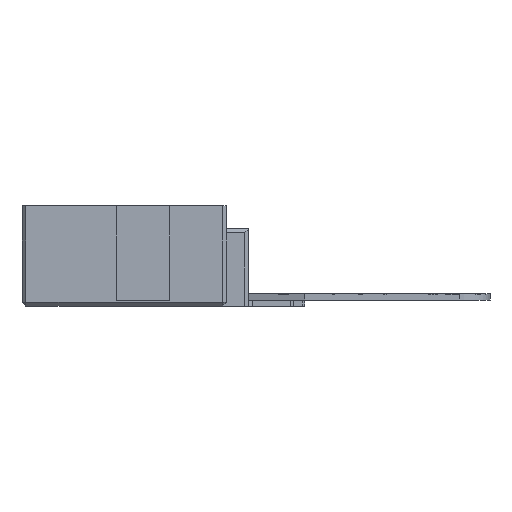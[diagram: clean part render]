
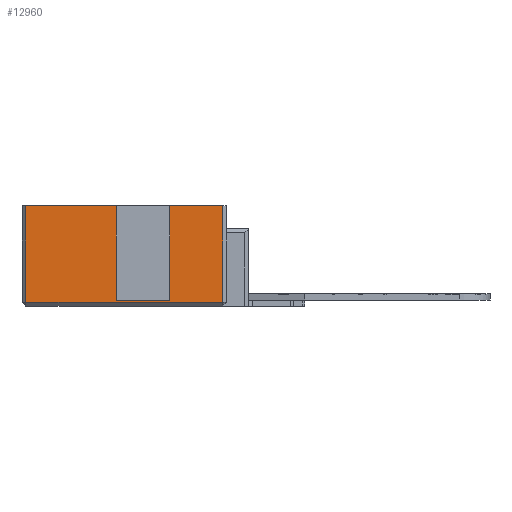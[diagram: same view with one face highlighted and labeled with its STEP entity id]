
A CAD part, left-side view. The second image highlights one B-rep face of the part: STEP entity #12960.
In plain terms, the highlighted planar face has unit normal (-1, 0, 0).
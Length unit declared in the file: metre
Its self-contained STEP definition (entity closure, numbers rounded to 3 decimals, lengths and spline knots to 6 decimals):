
#4558=ORIENTED_EDGE('',*,*,#6525,.F.);
#4559=ORIENTED_EDGE('',*,*,#6505,.T.);
#4560=ORIENTED_EDGE('',*,*,#6526,.T.);
#4561=ORIENTED_EDGE('',*,*,#6527,.T.);
#4562=ORIENTED_EDGE('',*,*,#6528,.T.);
#4563=ORIENTED_EDGE('',*,*,#6529,.T.);
#4564=ORIENTED_EDGE('',*,*,#6530,.T.);
#4565=ORIENTED_EDGE('',*,*,#6531,.T.);
#6505=EDGE_CURVE('',#7798,#7797,#9022,.T.);
#6525=EDGE_CURVE('',#7798,#7816,#9042,.T.);
#6526=EDGE_CURVE('',#7797,#7817,#9043,.T.);
#6527=EDGE_CURVE('',#7817,#7818,#9044,.T.);
#6528=EDGE_CURVE('',#7818,#7819,#9045,.T.);
#6529=EDGE_CURVE('',#7819,#7820,#9046,.T.);
#6530=EDGE_CURVE('',#7820,#7821,#9047,.T.);
#6531=EDGE_CURVE('',#7821,#7816,#9048,.T.);
#7797=VERTEX_POINT('',#22572);
#7798=VERTEX_POINT('',#22574);
#7816=VERTEX_POINT('',#22616);
#7817=VERTEX_POINT('',#22618);
#7818=VERTEX_POINT('',#22620);
#7819=VERTEX_POINT('',#22622);
#7820=VERTEX_POINT('',#22624);
#7821=VERTEX_POINT('',#22626);
#9022=LINE('',#22573,#10276);
#9042=LINE('',#22615,#10296);
#9043=LINE('',#22617,#10297);
#9044=LINE('',#22619,#10298);
#9045=LINE('',#22621,#10299);
#9046=LINE('',#22623,#10300);
#9047=LINE('',#22625,#10301);
#9048=LINE('',#22627,#10302);
#10276=VECTOR('',#15750,1.);
#10296=VECTOR('',#15778,1.);
#10297=VECTOR('',#15779,1.);
#10298=VECTOR('',#15780,1.);
#10299=VECTOR('',#15781,1.);
#10300=VECTOR('',#15782,1.);
#10301=VECTOR('',#15783,1.);
#10302=VECTOR('',#15784,1.);
#11093=EDGE_LOOP('',(#4558,#4559,#4560,#4561,#4562,#4563,#4564,#4565));
#11873=FACE_BOUND('',#11093,.T.);
#12269=PLANE('',#13563);
#12960=ADVANCED_FACE('',(#11873),#12269,.T.);
#13563=AXIS2_PLACEMENT_3D('',#22614,#15776,#15777);
#15750=DIRECTION('',(0.,1.,0.));
#15776=DIRECTION('',(-1.,0.,0.));
#15777=DIRECTION('',(0.,-1.,0.));
#15778=DIRECTION('',(0.,0.,1.));
#15779=DIRECTION('',(0.,0.,1.));
#15780=DIRECTION('',(0.,1.,0.));
#15781=DIRECTION('',(0.,0.,-1.));
#15782=DIRECTION('',(0.,-1.,0.));
#15783=DIRECTION('',(0.,0.,1.));
#15784=DIRECTION('',(0.,1.,0.));
#22572=CARTESIAN_POINT('',(-0.113335,0.0021,0.0015));
#22573=CARTESIAN_POINT('',(-0.113335,-0.004843,0.0015));
#22574=CARTESIAN_POINT('',(-0.113335,-0.011785,0.0015));
#22614=CARTESIAN_POINT('',(-0.113335,0.,0.0015));
#22615=CARTESIAN_POINT('',(-0.113335,-0.011785,0.01375));
#22616=CARTESIAN_POINT('',(-0.113335,-0.011785,0.026));
#22617=CARTESIAN_POINT('',(-0.113335,0.0021,0.01375));
#22618=CARTESIAN_POINT('',(-0.113335,0.0021,0.026));
#22619=CARTESIAN_POINT('',(-0.113335,0.,0.026));
#22620=CARTESIAN_POINT('',(-0.113335,0.0255,0.026));
#22621=CARTESIAN_POINT('',(-0.113335,0.0255,0.));
#22622=CARTESIAN_POINT('',(-0.113335,0.0255,0.001));
#22623=CARTESIAN_POINT('',(-0.113335,-0.0265,0.001));
#22624=CARTESIAN_POINT('',(-0.113335,-0.0255,0.001));
#22625=CARTESIAN_POINT('',(-0.113335,-0.0255,0.0015));
#22626=CARTESIAN_POINT('',(-0.113335,-0.0255,0.026));
#22627=CARTESIAN_POINT('',(-0.113335,0.,0.026));
